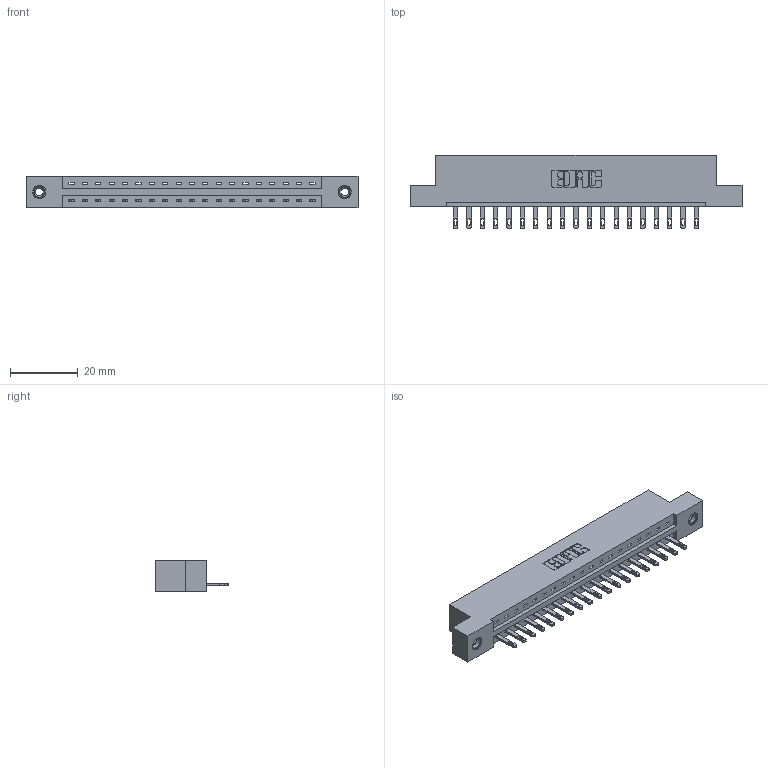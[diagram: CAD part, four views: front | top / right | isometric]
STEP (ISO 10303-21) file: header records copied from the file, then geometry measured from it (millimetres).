
FILE_DESCRIPTION (( 'STEP AP203' ), '1' );
FILE_NAME ('887-019-500-108.STEP', '2020-09-20T17:55:31', ( '' ), ( '' ), 'SwSTEP 2.0', 'SolidWorks 2020', '' );
FILE_SCHEMA (( 'CONFIG_CONTROL_DESIGN' ));
Length unit declared in the file: inch
Products named in the file (4): 887-019-500-108; 345-250-001_345-250-003-102; 345-292-001_345-293-100; 837 Part_Flush Mounting Lugs - 0.156 Dia-TI
Assembly tree (22 placements, depth 2):
  887-019-500-108
    837 Part_Flush Mounting Lugs - 0.156 Dia-TI
    345-292-001_345-293-100  x19
    345-250-001_345-250-003-102  x2
Bounding box: 98.3 x 21.85 x 9.4 mm (x, y, z)
Volume: 9933.9 mm3; surface area: 10211.6 mm2
Topology: 22 solids, 22 shells, 1276 faces, 3867 edges, 2570 vertices
Faces by surface type: plane 862, cylinder 398, cone 12, torus 4
Entity records: 18214 total; most frequent: CARTESIAN_POINT 3150, ORIENTED_EDGE 3098, DIRECTION 2733, EDGE_CURVE 1549, LINE 1397, VECTOR 1397, VERTEX_POINT 1028, AXIS2_PLACEMENT_3D 668
